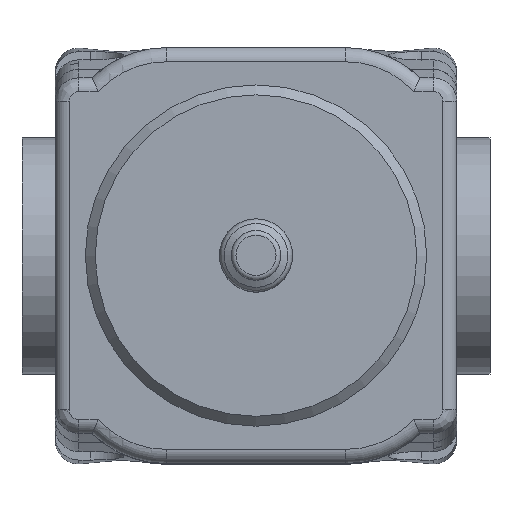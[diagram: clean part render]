
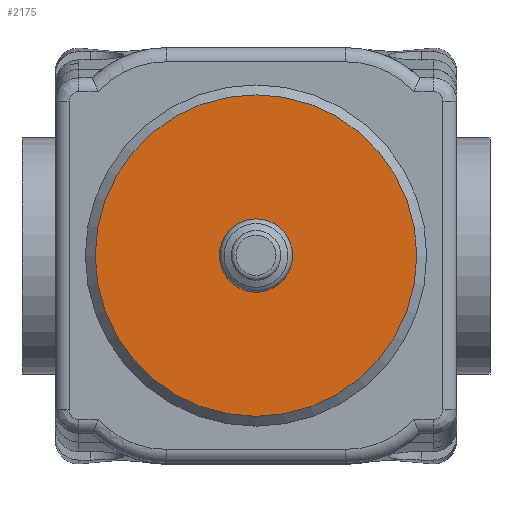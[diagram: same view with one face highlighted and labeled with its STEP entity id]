
A CAD part, top view. The second image highlights one B-rep face of the part: STEP entity #2175.
In plain terms, the highlighted planar face has unit normal (0, 0, 1).
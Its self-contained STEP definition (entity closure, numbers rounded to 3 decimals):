
#164=FACE_BOUND($,#533,.T.);
#165=FACE_BOUND($,#534,.T.);
#199=CIRCLE($,#2312,7.75);
#208=CIRCLE($,#2331,34.);
#533=EDGE_LOOP($,(#1557));
#534=EDGE_LOOP($,(#1558));
#976=VERTEX_POINT($,#3268);
#985=VERTEX_POINT($,#3296);
#1193=EDGE_CURVE($,#976,#976,#199,.T.);
#1202=EDGE_CURVE($,#985,#985,#208,.T.);
#1557=ORIENTED_EDGE($,*,*,#1193,.T.);
#1558=ORIENTED_EDGE($,*,*,#1202,.T.);
#2120=PLANE($,#2333);
#2175=ADVANCED_FACE($,(#164,#165),#2120,.T.);
#2312=AXIS2_PLACEMENT_3D($,#3269,#2622,#2623);
#2331=AXIS2_PLACEMENT_3D($,#3297,#2660,#2661);
#2333=AXIS2_PLACEMENT_3D($,#3300,#2664,#2665);
#2622=DIRECTION('center_axis',(0.,0.,-1.));
#2623=DIRECTION('ref_axis',(1.,0.,0.));
#2660=DIRECTION('center_axis',(0.,0.,1.));
#2661=DIRECTION('ref_axis',(1.,0.,0.));
#2664=DIRECTION('center_axis',(0.,0.,1.));
#2665=DIRECTION('ref_axis',(1.,0.,0.));
#3268=CARTESIAN_POINT('',(7.75,0.,54.6));
#3269=CARTESIAN_POINT('Origin',(0.,0.,54.6));
#3296=CARTESIAN_POINT('',(34.,0.,54.6));
#3297=CARTESIAN_POINT('Origin',(0.,0.,54.6));
#3300=CARTESIAN_POINT('Origin',(17.,0.,54.6));
